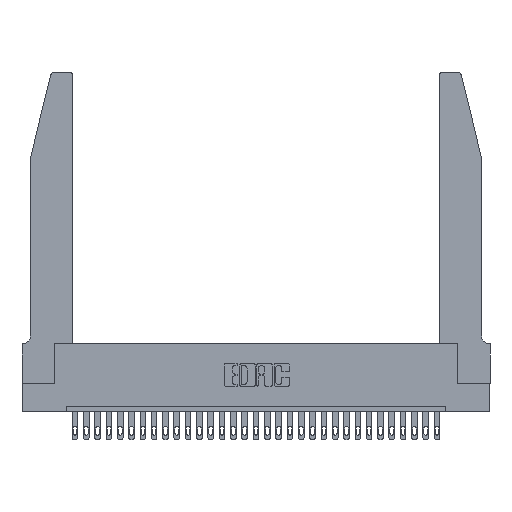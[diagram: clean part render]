
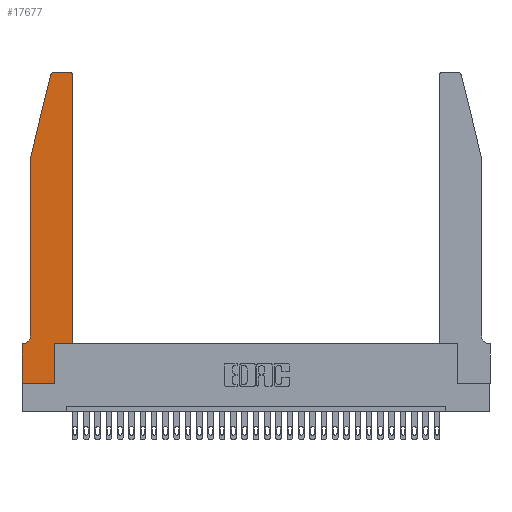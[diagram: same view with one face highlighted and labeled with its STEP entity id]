
A CAD part, top view. The second image highlights one B-rep face of the part: STEP entity #17677.
In plain terms, the highlighted planar face has unit normal (0, 0, 1).
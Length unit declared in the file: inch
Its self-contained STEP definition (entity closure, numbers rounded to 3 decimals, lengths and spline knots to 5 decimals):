
#122 = AXIS2_PLACEMENT_3D ( 'NONE', #16589, #16481, #2440 ) ;
#1472 = EDGE_CURVE ( 'NONE', #10715, #16226, #5974, .T. ) ;
#2440 = DIRECTION ( 'NONE',  ( -1., 0., 0. ) ) ;
#2567 = LINE ( 'NONE', #5001, #3274 ) ;
#3075 = VECTOR ( 'NONE', #12718, 39.37008 ) ;
#3274 = VECTOR ( 'NONE', #28670, 39.37008 ) ;
#3607 = CARTESIAN_POINT ( 'NONE',  ( 0.284, 2.75, 0.37 ) ) ;
#3843 = DIRECTION ( 'NONE',  ( 0., 0., 1. ) ) ;
#4346 = DIRECTION ( 'NONE',  ( 0., 0., 1. ) ) ;
#4369 = CIRCLE ( 'NONE', #18490, 0.03 ) ;
#4550 = LINE ( 'NONE', #17253, #3075 ) ;
#4777 = ORIENTED_EDGE ( 'NONE', *, *, #1472, .T. ) ;
#5001 = CARTESIAN_POINT ( 'NONE',  ( 0.4505, 0.35, 0.37 ) ) ;
#5115 = EDGE_LOOP ( 'NONE', ( #14867, #7059, #4777, #20316, #25457, #5844, #18345, #28958, #24618, #10466, #10789, #25743 ) ) ;
#5432 = DIRECTION ( 'NONE',  ( 0., -1., 0. ) ) ;
#5596 = DIRECTION ( 'NONE',  ( 0., 0., 1. ) ) ;
#5706 = CARTESIAN_POINT ( 'NONE',  ( 0.284, 2.72, 0.37 ) ) ;
#5844 = ORIENTED_EDGE ( 'NONE', *, *, #20426, .T. ) ;
#5974 = LINE ( 'NONE', #12453, #29026 ) ;
#6260 = VECTOR ( 'NONE', #28354, 39.37008 ) ;
#6519 = PLANE ( 'NONE',  #11495 ) ;
#6830 = LINE ( 'NONE', #22339, #18751 ) ;
#7059 = ORIENTED_EDGE ( 'NONE', *, *, #23599, .T. ) ;
#8568 = CIRCLE ( 'NONE', #122, 0.07 ) ;
#8826 = CARTESIAN_POINT ( 'NONE',  ( 0.0755, 2., 0.37 ) ) ;
#10466 = ORIENTED_EDGE ( 'NONE', *, *, #25536, .T. ) ;
#10559 = CARTESIAN_POINT ( 'NONE',  ( 0.2865, 0.35, 0.37 ) ) ;
#10715 = VERTEX_POINT ( 'NONE', #13639 ) ;
#10789 = ORIENTED_EDGE ( 'NONE', *, *, #29574, .T. ) ;
#11091 = DIRECTION ( 'NONE',  ( 1., 0., 0. ) ) ;
#11495 = AXIS2_PLACEMENT_3D ( 'NONE', #27988, #4346, #11091 ) ;
#11579 = EDGE_CURVE ( 'NONE', #11967, #16981, #8568, .T. ) ;
#11639 = LINE ( 'NONE', #10559, #21694 ) ;
#11669 = CARTESIAN_POINT ( 'NONE',  ( 0., 0.35, 0.37 ) ) ;
#11967 = VERTEX_POINT ( 'NONE', #17672 ) ;
#12215 = CARTESIAN_POINT ( 'NONE',  ( 0., 0., 0.37 ) ) ;
#12453 = CARTESIAN_POINT ( 'NONE',  ( 0.0755, 2., 0.37 ) ) ;
#12718 = DIRECTION ( 'NONE',  ( 0., -1., 0. ) ) ;
#13447 = DIRECTION ( 'NONE',  ( -1., 0., 0. ) ) ;
#13639 = CARTESIAN_POINT ( 'NONE',  ( 0.25487, 2.72718, 0.37 ) ) ;
#14687 = LINE ( 'NONE', #12215, #16961 ) ;
#14867 = ORIENTED_EDGE ( 'NONE', *, *, #25404, .T. ) ;
#14962 = DIRECTION ( 'NONE',  ( -0.239, -0.971, 0. ) ) ;
#16226 = VERTEX_POINT ( 'NONE', #8826 ) ;
#16481 = DIRECTION ( 'NONE',  ( 0., 0., -1. ) ) ;
#16488 = EDGE_CURVE ( 'NONE', #20206, #17122, #11639, .T. ) ;
#16552 = VECTOR ( 'NONE', #13447, 39.37008 ) ;
#16589 = CARTESIAN_POINT ( 'NONE',  ( 0.0055, 0.42, 0.37 ) ) ;
#16961 = VECTOR ( 'NONE', #25111, 39.37008 ) ;
#16981 = VERTEX_POINT ( 'NONE', #29730 ) ;
#17122 = VERTEX_POINT ( 'NONE', #25294 ) ;
#17253 = CARTESIAN_POINT ( 'NONE',  ( 0.0755, 2., 0.37 ) ) ;
#17314 = CARTESIAN_POINT ( 'NONE',  ( 0.4505, 0.35, 0.37 ) ) ;
#17621 = EDGE_CURVE ( 'NONE', #22715, #24918, #4369, .T. ) ;
#17647 = VERTEX_POINT ( 'NONE', #22622 ) ;
#17672 = CARTESIAN_POINT ( 'NONE',  ( 0.0755, 0.42, 0.37 ) ) ;
#17677 = ADVANCED_FACE ( 'NONE', ( #18140 ), #6519, .T. ) ;
#18140 = FACE_OUTER_BOUND ( 'NONE', #5115, .T. ) ;
#18345 = ORIENTED_EDGE ( 'NONE', *, *, #27748, .T. ) ;
#18490 = AXIS2_PLACEMENT_3D ( 'NONE', #27592, #3843, #29694 ) ;
#18751 = VECTOR ( 'NONE', #5432, 39.37008 ) ;
#18983 = EDGE_CURVE ( 'NONE', #17647, #20206, #14687, .T. ) ;
#19297 = CARTESIAN_POINT ( 'NONE',  ( 0.4505, 0.35, 0.37 ) ) ;
#19532 = VERTEX_POINT ( 'NONE', #11669 ) ;
#19586 = DIRECTION ( 'NONE',  ( 0., 1., 0. ) ) ;
#19794 = VECTOR ( 'NONE', #19586, 39.37008 ) ;
#20206 = VERTEX_POINT ( 'NONE', #22099 ) ;
#20316 = ORIENTED_EDGE ( 'NONE', *, *, #28890, .T. ) ;
#20426 = EDGE_CURVE ( 'NONE', #16981, #19532, #21336, .T. ) ;
#20652 = CARTESIAN_POINT ( 'NONE',  ( 0.0755, 0.35, 0.37 ) ) ;
#20755 = LINE ( 'NONE', #27924, #6260 ) ;
#21255 = LINE ( 'NONE', #17314, #19794 ) ;
#21336 = LINE ( 'NONE', #20652, #16552 ) ;
#21621 = CIRCLE ( 'NONE', #29347, 0.03 ) ;
#21694 = VECTOR ( 'NONE', #27032, 39.37008 ) ;
#22000 = DIRECTION ( 'NONE',  ( 1., 0., 0. ) ) ;
#22099 = CARTESIAN_POINT ( 'NONE',  ( 0.2865, 0., 0.37 ) ) ;
#22339 = CARTESIAN_POINT ( 'NONE',  ( 0., 0., 0.37 ) ) ;
#22622 = CARTESIAN_POINT ( 'NONE',  ( 0., 0., 0.37 ) ) ;
#22715 = VERTEX_POINT ( 'NONE', #30233 ) ;
#23599 = EDGE_CURVE ( 'NONE', #26416, #10715, #21621, .T. ) ;
#24618 = ORIENTED_EDGE ( 'NONE', *, *, #16488, .T. ) ;
#24918 = VERTEX_POINT ( 'NONE', #28272 ) ;
#25111 = DIRECTION ( 'NONE',  ( 1., 0., 0. ) ) ;
#25294 = CARTESIAN_POINT ( 'NONE',  ( 0.2865, 0.35, 0.37 ) ) ;
#25404 = EDGE_CURVE ( 'NONE', #24918, #26416, #20755, .T. ) ;
#25457 = ORIENTED_EDGE ( 'NONE', *, *, #11579, .T. ) ;
#25536 = EDGE_CURVE ( 'NONE', #17122, #26892, #2567, .T. ) ;
#25743 = ORIENTED_EDGE ( 'NONE', *, *, #17621, .T. ) ;
#26416 = VERTEX_POINT ( 'NONE', #3607 ) ;
#26892 = VERTEX_POINT ( 'NONE', #19297 ) ;
#27032 = DIRECTION ( 'NONE',  ( 0., 1., 0. ) ) ;
#27592 = CARTESIAN_POINT ( 'NONE',  ( 0.4205, 2.72, 0.37 ) ) ;
#27748 = EDGE_CURVE ( 'NONE', #19532, #17647, #6830, .T. ) ;
#27924 = CARTESIAN_POINT ( 'NONE',  ( 0.2605, 2.75, 0.37 ) ) ;
#27988 = CARTESIAN_POINT ( 'NONE',  ( 0., 0.35, 0.37 ) ) ;
#28272 = CARTESIAN_POINT ( 'NONE',  ( 0.4205, 2.75, 0.37 ) ) ;
#28354 = DIRECTION ( 'NONE',  ( -1., 0., 0. ) ) ;
#28670 = DIRECTION ( 'NONE',  ( 1., 0., 0. ) ) ;
#28890 = EDGE_CURVE ( 'NONE', #16226, #11967, #4550, .T. ) ;
#28958 = ORIENTED_EDGE ( 'NONE', *, *, #18983, .T. ) ;
#29026 = VECTOR ( 'NONE', #14962, 39.37008 ) ;
#29347 = AXIS2_PLACEMENT_3D ( 'NONE', #5706, #5596, #22000 ) ;
#29574 = EDGE_CURVE ( 'NONE', #26892, #22715, #21255, .T. ) ;
#29694 = DIRECTION ( 'NONE',  ( 1., 0., 0. ) ) ;
#29730 = CARTESIAN_POINT ( 'NONE',  ( 0.0055, 0.35, 0.37 ) ) ;
#30233 = CARTESIAN_POINT ( 'NONE',  ( 0.4505, 2.72, 0.37 ) ) ;
